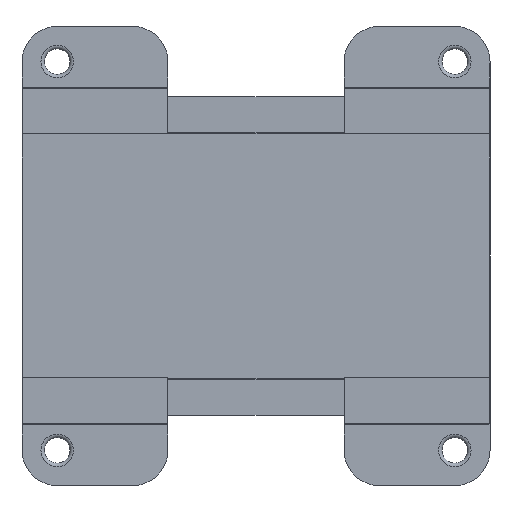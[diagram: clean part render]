
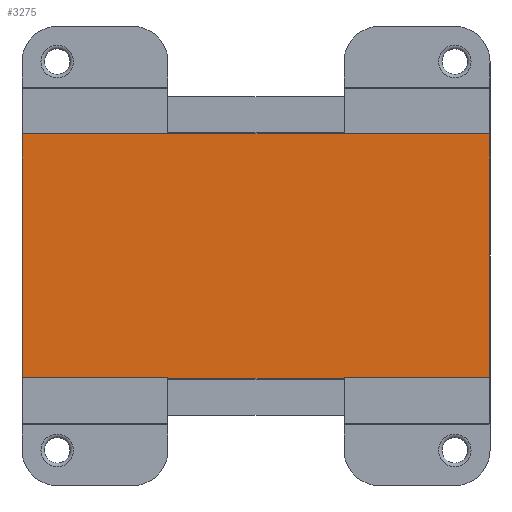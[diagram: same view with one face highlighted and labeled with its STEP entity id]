
A CAD part, front view. The second image highlights one B-rep face of the part: STEP entity #3275.
In plain terms, the highlighted planar face has unit normal (0, -1, 0).
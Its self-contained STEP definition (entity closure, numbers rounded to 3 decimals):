
#52 = ORIENTED_EDGE ( 'NONE', *, *, #5062, .F. ) ;
#136 = LINE ( 'NONE', #1041, #2739 ) ;
#144 = EDGE_CURVE ( 'NONE', #855, #4360, #298, .T. ) ;
#152 = DIRECTION ( 'NONE',  ( -1., 0., 0. ) ) ;
#182 = VECTOR ( 'NONE', #2637, 1000. ) ;
#249 = VECTOR ( 'NONE', #152, 1000. ) ;
#260 = DIRECTION ( 'NONE',  ( 0., 0., 1. ) ) ;
#298 = LINE ( 'NONE', #1631, #2729 ) ;
#306 = VERTEX_POINT ( 'NONE', #1814 ) ;
#404 = ORIENTED_EDGE ( 'NONE', *, *, #3399, .F. ) ;
#526 = CARTESIAN_POINT ( 'NONE',  ( 34.668, 8.575, 49.27 ) ) ;
#551 = LINE ( 'NONE', #4723, #182 ) ;
#570 = DIRECTION ( 'NONE',  ( 0., 0., 1. ) ) ;
#617 = CARTESIAN_POINT ( 'NONE',  ( 0.318, 8.575, 49.27 ) ) ;
#638 = DIRECTION ( 'NONE',  ( 0., 0., 1. ) ) ;
#667 = DIRECTION ( 'NONE',  ( 1., 0., 0. ) ) ;
#720 = DIRECTION ( 'NONE',  ( 1., 0., 0. ) ) ;
#849 = VECTOR ( 'NONE', #667, 1000. ) ;
#855 = VERTEX_POINT ( 'NONE', #1100 ) ;
#863 = CARTESIAN_POINT ( 'NONE',  ( 51.218, 8.575, 21.62 ) ) ;
#1018 = CARTESIAN_POINT ( 'NONE',  ( -1.882, 8.575, 53.27 ) ) ;
#1041 = CARTESIAN_POINT ( 'NONE',  ( 34.668, 8.575, 49.27 ) ) ;
#1087 = EDGE_CURVE ( 'NONE', #4360, #4416, #136, .T. ) ;
#1100 = CARTESIAN_POINT ( 'NONE',  ( 14.668, 8.575, 49.27 ) ) ;
#1113 = DIRECTION ( 'NONE',  ( 1., 0., 0. ) ) ;
#1204 = VECTOR ( 'NONE', #3185, 1000. ) ;
#1252 = CARTESIAN_POINT ( 'NONE',  ( -1.882, 8.575, 49.27 ) ) ;
#1305 = VERTEX_POINT ( 'NONE', #3378 ) ;
#1367 = CARTESIAN_POINT ( 'NONE',  ( -1.882, 8.575, 21.62 ) ) ;
#1400 = ORIENTED_EDGE ( 'NONE', *, *, #4822, .T. ) ;
#1408 = ORIENTED_EDGE ( 'NONE', *, *, #144, .F. ) ;
#1423 = CARTESIAN_POINT ( 'NONE',  ( 14.668, 8.575, 21.57 ) ) ;
#1495 = CARTESIAN_POINT ( 'NONE',  ( 34.668, 8.575, 21.62 ) ) ;
#1547 = EDGE_CURVE ( 'NONE', #4334, #306, #4978, .T. ) ;
#1610 = FACE_OUTER_BOUND ( 'NONE', #3500, .T. ) ;
#1631 = CARTESIAN_POINT ( 'NONE',  ( -6.699, 8.575, 49.27 ) ) ;
#1773 = EDGE_CURVE ( 'NONE', #2252, #1964, #3117, .T. ) ;
#1814 = CARTESIAN_POINT ( 'NONE',  ( 34.668, 8.575, 21.62 ) ) ;
#1853 = LINE ( 'NONE', #4747, #2656 ) ;
#1964 = VERTEX_POINT ( 'NONE', #2538 ) ;
#2252 = VERTEX_POINT ( 'NONE', #1423 ) ;
#2264 = AXIS2_PLACEMENT_3D ( 'NONE', #617, #2677, #260 ) ;
#2306 = EDGE_CURVE ( 'NONE', #2844, #855, #2455, .T. ) ;
#2342 = VECTOR ( 'NONE', #4926, 1000. ) ;
#2455 = LINE ( 'NONE', #4960, #3316 ) ;
#2538 = CARTESIAN_POINT ( 'NONE',  ( 34.668, 8.575, 21.57 ) ) ;
#2637 = DIRECTION ( 'NONE',  ( 0., 0., 1. ) ) ;
#2656 = VECTOR ( 'NONE', #570, 1000. ) ;
#2670 = ORIENTED_EDGE ( 'NONE', *, *, #1773, .T. ) ;
#2677 = DIRECTION ( 'NONE',  ( 0., 1., 0. ) ) ;
#2729 = VECTOR ( 'NONE', #1113, 1000. ) ;
#2739 = VECTOR ( 'NONE', #5223, 1000. ) ;
#2795 = ORIENTED_EDGE ( 'NONE', *, *, #2306, .F. ) ;
#2844 = VERTEX_POINT ( 'NONE', #1252 ) ;
#3076 = EDGE_CURVE ( 'NONE', #306, #1964, #4392, .T. ) ;
#3117 = LINE ( 'NONE', #4441, #849 ) ;
#3185 = DIRECTION ( 'NONE',  ( 0., 0., -1. ) ) ;
#3218 = ORIENTED_EDGE ( 'NONE', *, *, #1547, .F. ) ;
#3244 = CARTESIAN_POINT ( 'NONE',  ( 34.668, 8.575, 21.62 ) ) ;
#3275 = ADVANCED_FACE ( 'NONE', ( #1610 ), #3299, .F. ) ;
#3299 = PLANE ( 'NONE',  #2264 ) ;
#3316 = VECTOR ( 'NONE', #720, 1000. ) ;
#3378 = CARTESIAN_POINT ( 'NONE',  ( 14.668, 8.575, 21.62 ) ) ;
#3399 = EDGE_CURVE ( 'NONE', #1305, #3770, #4883, .T. ) ;
#3500 = EDGE_LOOP ( 'NONE', ( #404, #52, #2670, #5020, #3218, #1400, #4093, #1408, #2795, #5204 ) ) ;
#3743 = EDGE_CURVE ( 'NONE', #3770, #2844, #4348, .T. ) ;
#3770 = VERTEX_POINT ( 'NONE', #1367 ) ;
#3851 = VECTOR ( 'NONE', #638, 1000. ) ;
#4093 = ORIENTED_EDGE ( 'NONE', *, *, #1087, .F. ) ;
#4330 = CARTESIAN_POINT ( 'NONE',  ( 14.668, 8.575, 21.62 ) ) ;
#4334 = VERTEX_POINT ( 'NONE', #863 ) ;
#4348 = LINE ( 'NONE', #1018, #3851 ) ;
#4360 = VERTEX_POINT ( 'NONE', #526 ) ;
#4392 = LINE ( 'NONE', #1495, #1204 ) ;
#4416 = VERTEX_POINT ( 'NONE', #4847 ) ;
#4441 = CARTESIAN_POINT ( 'NONE',  ( -6.699, 8.575, 21.57 ) ) ;
#4723 = CARTESIAN_POINT ( 'NONE',  ( 51.218, 8.575, 53.47 ) ) ;
#4747 = CARTESIAN_POINT ( 'NONE',  ( 14.668, 8.575, 21.62 ) ) ;
#4822 = EDGE_CURVE ( 'NONE', #4334, #4416, #551, .T. ) ;
#4847 = CARTESIAN_POINT ( 'NONE',  ( 51.218, 8.575, 49.27 ) ) ;
#4883 = LINE ( 'NONE', #4330, #249 ) ;
#4926 = DIRECTION ( 'NONE',  ( -1., 0., 0. ) ) ;
#4960 = CARTESIAN_POINT ( 'NONE',  ( 14.668, 8.575, 49.27 ) ) ;
#4978 = LINE ( 'NONE', #3244, #2342 ) ;
#5020 = ORIENTED_EDGE ( 'NONE', *, *, #3076, .F. ) ;
#5062 = EDGE_CURVE ( 'NONE', #2252, #1305, #1853, .T. ) ;
#5204 = ORIENTED_EDGE ( 'NONE', *, *, #3743, .F. ) ;
#5223 = DIRECTION ( 'NONE',  ( 1., 0., 0. ) ) ;
